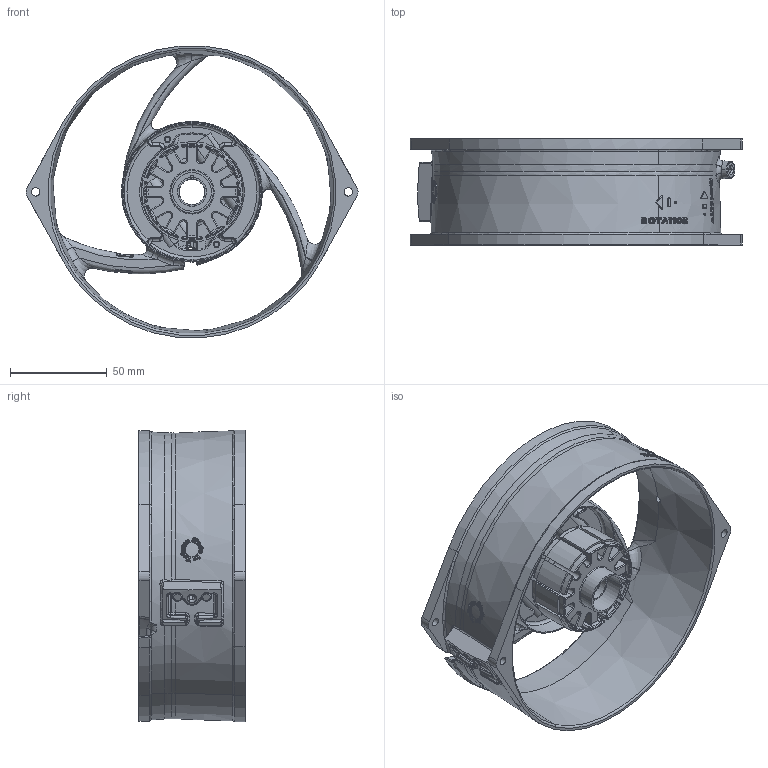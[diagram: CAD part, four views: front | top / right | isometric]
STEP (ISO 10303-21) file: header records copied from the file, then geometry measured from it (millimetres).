
FILE_DESCRIPTION (( 'STEP AP203' ), '1' );
FILE_NAME ('OA162AP-1855_m0_frame.stp', '2023-10-09T15:59:23', ( '' ), ( '' ), 'SwSTEP 2.0', 'SolidWorks 2018', '' );
FILE_SCHEMA (( 'CONFIG_CONTROL_DESIGN' ));
Products named in the file (1): OA162AP-1855_m0_frame
Bounding box: 172 x 55 x 151.22 mm (x, y, z)
Surface area: 100388.4 mm2 (no closed solid volume)
Topology: 0 solids, 1 shells, 2232 faces, 5777 edges, 3540 vertices
Faces by surface type: bspline 826, cylinder 654, plane 340, torus 237, cone 149, sphere 26
Entity records: 103460 total; most frequent: CARTESIAN_POINT 58207, ORIENTED_EDGE 11449, DIRECTION 6421, EDGE_CURVE 5727, VERTEX_POINT 3540, B_SPLINE_CURVE_WITH_KNOTS 3066, AXIS2_PLACEMENT_3D 2587, EDGE_LOOP 2304
